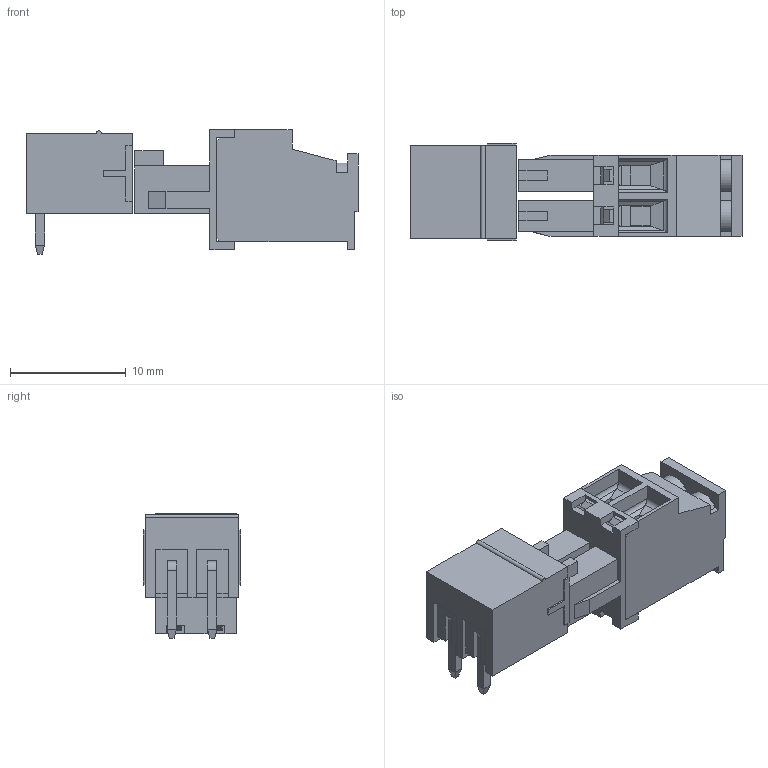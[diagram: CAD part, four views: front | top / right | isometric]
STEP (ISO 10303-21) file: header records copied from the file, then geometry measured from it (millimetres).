
FILE_DESCRIPTION(('FreeCAD Model'),'2;1');
FILE_NAME('Open CASCADE Shape Model','2024-03-17T12:00:27',('Author'),( ''),'Open CASCADE STEP processor 7.6','FreeCAD','Unknown');
FILE_SCHEMA(('AUTOMOTIVE_DESIGN { 1 0 10303 214 1 1 1 1 }'));
Length unit declared in the file: millimetre
Products named in the file (14): Unnamed5; Assem002; 691367110002; 6913631100xx_Cage; 6913631100xx_Cage001; 6913631100xx_VIS; 6913631100xx_VIS001; 6913631100xx; 6913631100xx001; 691367110002_Bas; Assem1; 691322110002; 6913221100xx_PIN; 6913221100xx_PIN001
Assembly tree (13 placements, depth 3):
  Unnamed5
    Assem002
      691367110002
      6913631100xx_Cage
      6913631100xx_Cage001
      6913631100xx_VIS
      6913631100xx_VIS001
      6913631100xx
      6913631100xx001
      691367110002_Bas
    Assem1
      691322110002
      6913221100xx_PIN
      6913221100xx_PIN001
Bounding box: 28.7 x 8.4 x 10.8 mm (x, y, z)
Volume: 842.3 mm3; surface area: 3116.4 mm2
Topology: 11 solids, 11 shells, 556 faces, 1496 edges, 960 vertices
Faces by surface type: plane 471, cylinder 75, torus 10
Full cylindrical faces by diameter (mm): 1.5 x2, 1.7 x2, 1.8 x2, 1.9 x4, 2.1 x2, 2.7 x4
Entity records: 17838 total; most frequent: CARTESIAN_POINT 3142, ORIENTED_EDGE 2992, DIRECTION 2776, EDGE_CURVE 1496, LINE 1280, VECTOR 1280, VERTEX_POINT 960, AXIS2_PLACEMENT_3D 748
